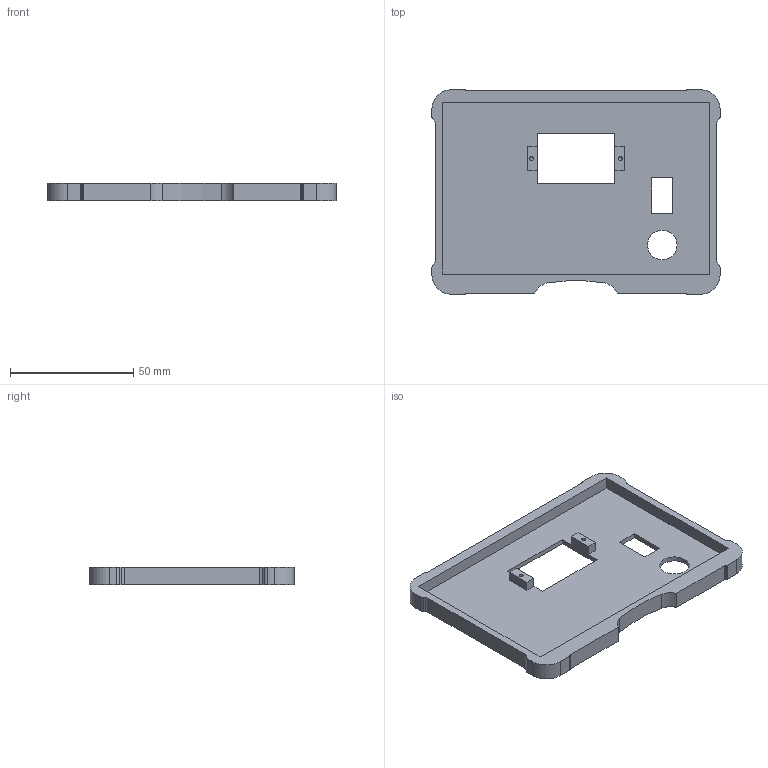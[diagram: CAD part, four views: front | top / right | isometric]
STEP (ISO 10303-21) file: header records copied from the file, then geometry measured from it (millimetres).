
FILE_DESCRIPTION(('FreeCAD Model'),'2;1');
FILE_NAME('Open CASCADE Shape Model','2024-09-10T10:17:47',(''),(''), 'Open CASCADE STEP processor 7.6','FreeCAD','Unknown');
FILE_SCHEMA(('AUTOMOTIVE_DESIGN { 1 0 10303 214 1 1 1 1 }'));
Length unit declared in the file: millimetre
Products named in the file (1): Тіло
Bounding box: 117 x 83 x 7 mm (x, y, z)
Volume: 25546.4 mm3; surface area: 22105.5 mm2
Topology: 1 solids, 1 shells, 79 faces, 223 edges, 146 vertices
Faces by surface type: plane 51, cylinder 26, cone 2
Full cylindrical faces by diameter (mm): 1.6 x2, 12 x1
Entity records: 2573 total; most frequent: CARTESIAN_POINT 447, ORIENTED_EDGE 442, DIRECTION 433, EDGE_CURVE 221, LINE 169, VECTOR 169, VERTEX_POINT 146, AXIS2_PLACEMENT_3D 132
